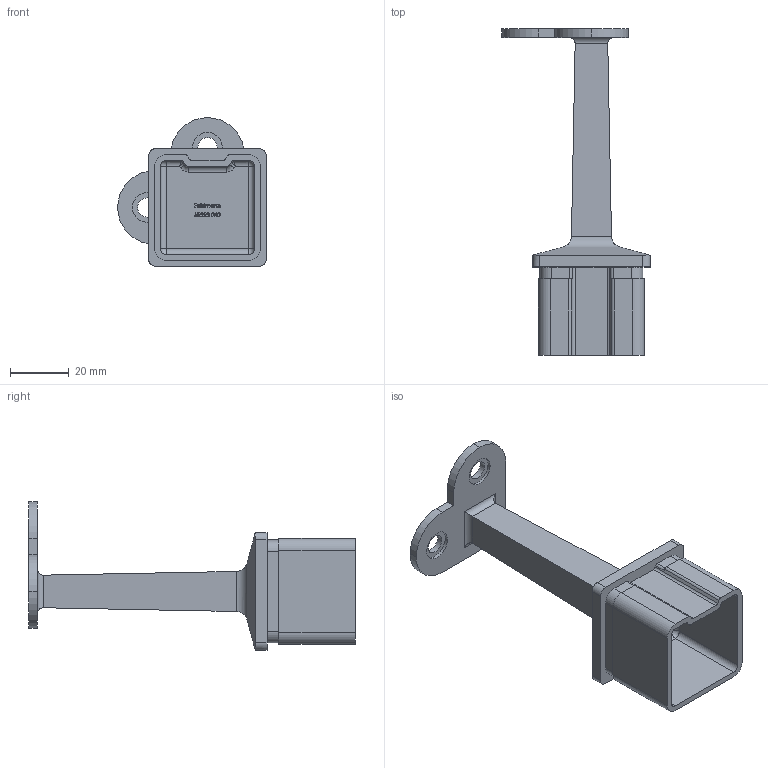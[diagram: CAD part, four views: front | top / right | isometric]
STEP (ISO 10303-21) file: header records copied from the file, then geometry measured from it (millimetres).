
FILE_DESCRIPTION (( 'STEP AP203' ), '1' );
FILE_NAME ('51212-240.STEP', '2021-12-08T13:00:10', ( '' ), ( '' ), 'SwSTEP 2.0', 'SolidWorks 2018', '' );
FILE_SCHEMA (( 'CONFIG_CONTROL_DESIGN' ));
Length unit declared in the file: millimetre
Products named in the file (2): 51212-240
Bounding box: 50.5 x 111 x 50.5 mm (x, y, z)
Volume: 31694.3 mm3; surface area: 18095.3 mm2
Topology: 1 solids, 1 shells, 316 faces, 835 edges, 542 vertices
Faces by surface type: plane 174, bspline 85, cylinder 51, sphere 4, torus 2
Full cylindrical faces by diameter (mm): 6.5 x2, 10 x2
Entity records: 14330 total; most frequent: CARTESIAN_POINT 6978, ORIENTED_EDGE 1646, DIRECTION 1183, EDGE_CURVE 823, LINE 557, VECTOR 557, VERTEX_POINT 540, EDGE_LOOP 351
